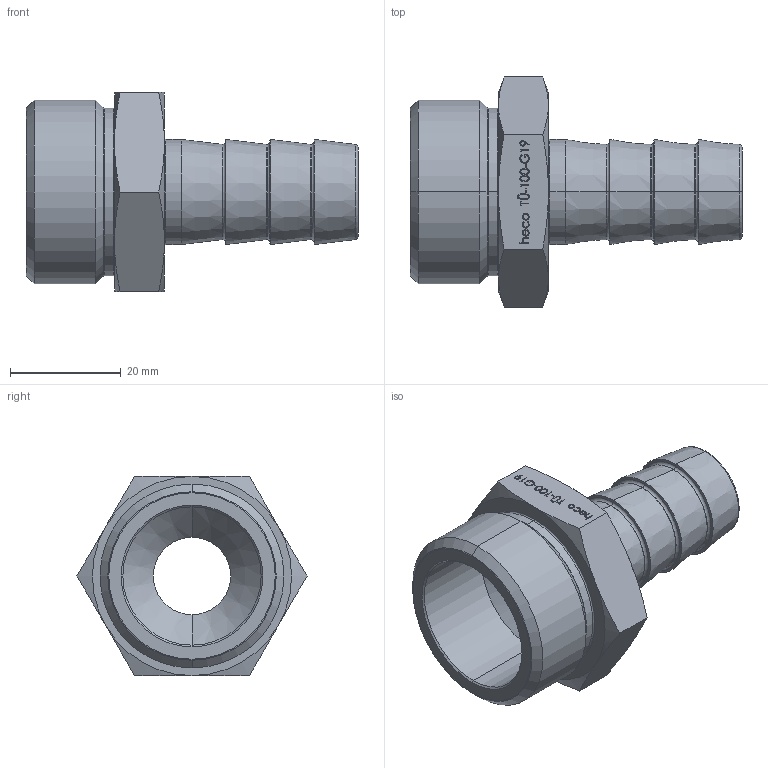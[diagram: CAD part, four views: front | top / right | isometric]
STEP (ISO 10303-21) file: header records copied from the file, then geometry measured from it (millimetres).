
FILE_DESCRIPTION (( 'STEP AP214' ), '1' );
FILE_NAME ('TÜ-100-G19-x Schlauchtülle 6Kt zyl 1805.STEP', '2018-06-04T11:31:35', ( '' ), ( '' ), 'SwSTEP 2.0', 'SolidWorks 2016', '' );
FILE_SCHEMA (( 'AUTOMOTIVE_DESIGN' ));
Length unit declared in the file: millimetre
Products named in the file (1): TÜ-100-G19-x Schlauchtülle 6Kt zyl 1805
Bounding box: 60 x 41.57 x 36 mm (x, y, z)
Volume: 17317.9 mm3; surface area: 9846.8 mm2
Topology: 1 solids, 1 shells, 241 faces, 584 edges, 368 vertices
Faces by surface type: bspline 86, plane 85, cone 36, torus 24, cylinder 10
Entity records: 13648 total; most frequent: CARTESIAN_POINT 6832, ORIENTED_EDGE 1168, DIRECTION 800, EDGE_CURVE 584, VERTEX_POINT 368, LINE 288, VECTOR 288, EDGE_LOOP 266
